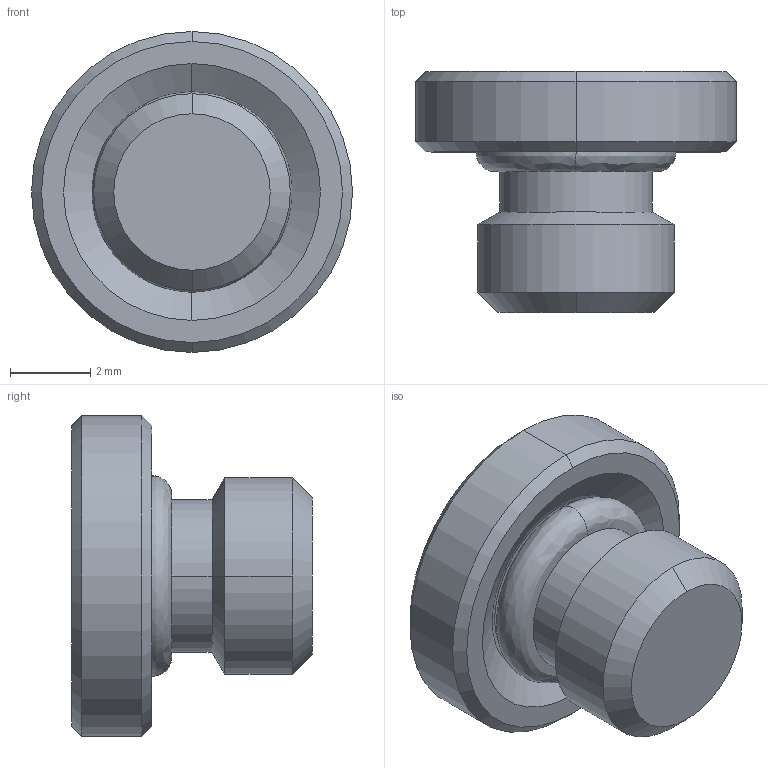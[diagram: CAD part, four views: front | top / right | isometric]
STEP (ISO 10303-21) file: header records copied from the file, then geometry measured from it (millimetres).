
FILE_DESCRIPTION(( 'RA.46.00.M5.STEP' ), '1');
FILE_NAME( 'RA.46.00.M5.STEP', '2018-11-09T15:48:15',( 'Sopra'),('sopra-pneumatic.com'), 'SwSTEP 2.0','SolidWorks 2009','' );
FILE_SCHEMA (( 'CONFIG_CONTROL_DESIGN' ));
Length unit declared in the file: millimetre
Products named in the file (1): 0301500005A
Bounding box: 8 x 6 x 8 mm (x, y, z)
Volume: 144.1 mm3; surface area: 253.1 mm2
Topology: 1 solids, 1 shells, 39 faces, 88 edges, 53 vertices
Faces by surface type: cone 14, plane 11, cylinder 8, bspline 6
Entity records: 1563 total; most frequent: CARTESIAN_POINT 661, ORIENTED_EDGE 172, DIRECTION 170, EDGE_CURVE 86, AXIS2_PLACEMENT_3D 68, VERTEX_POINT 53, EDGE_LOOP 43, FACE_OUTER_BOUND 39
